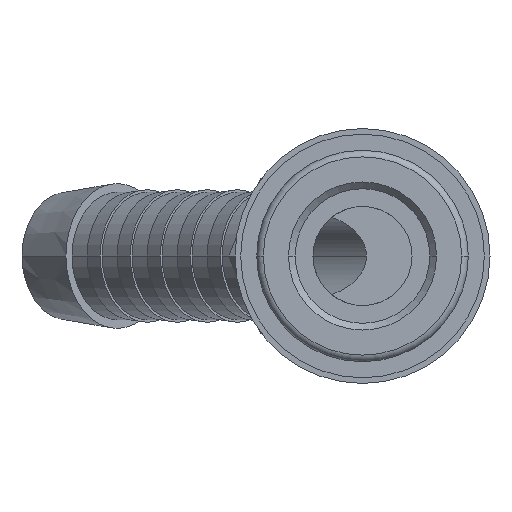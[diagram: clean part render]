
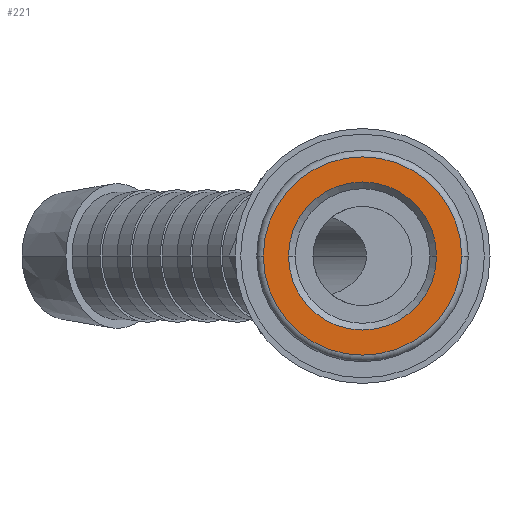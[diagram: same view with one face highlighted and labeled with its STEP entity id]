
A CAD part, front view. The second image highlights one B-rep face of the part: STEP entity #221.
In plain terms, the highlighted planar face has unit normal (0, -1, 0).
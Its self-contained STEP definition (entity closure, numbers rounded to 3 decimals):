
#221=ADVANCED_FACE('',(#478,#479),#480,.T.);
#478=FACE_BOUND('',#758,.T.);
#479=FACE_OUTER_BOUND('',#759,.T.);
#480=PLANE('',#760);
#758=EDGE_LOOP('',(#1313,#1314));
#759=EDGE_LOOP('',(#1315,#1316));
#760=AXIS2_PLACEMENT_3D('',#1317,#1318,#1319);
#1313=ORIENTED_EDGE('',*,*,#1765,.T.);
#1314=ORIENTED_EDGE('',*,*,#1741,.T.);
#1315=ORIENTED_EDGE('',*,*,#1617,.T.);
#1316=ORIENTED_EDGE('',*,*,#1733,.T.);
#1317=CARTESIAN_POINT('',(0.0,0.0,0.0));
#1318=DIRECTION('',(0.0,-1.0,0.0));
#1319=DIRECTION('',(-1.0,0.0,0.0));
#1617=EDGE_CURVE('',#1928,#1933,#1935,.T.);
#1733=EDGE_CURVE('',#1933,#1928,#2102,.T.);
#1741=EDGE_CURVE('',#2110,#2112,#2114,.T.);
#1765=EDGE_CURVE('',#2112,#2110,#2142,.T.);
#1928=VERTEX_POINT('',#2375);
#1933=VERTEX_POINT('',#2381);
#1935=CIRCLE('',#2384,7.0);
#2102=CIRCLE('',#2584,7.0);
#2110=VERTEX_POINT('',#2592);
#2112=VERTEX_POINT('',#2595);
#2114=CIRCLE('',#2598,5.225);
#2142=CIRCLE('',#2636,5.225);
#2375=CARTESIAN_POINT('',(7.0,0.0,0.0));
#2381=CARTESIAN_POINT('',(-7.0,0.0,0.));
#2384=AXIS2_PLACEMENT_3D('',#2860,#2861,#2862);
#2584=AXIS2_PLACEMENT_3D('',#3052,#3053,#3054);
#2592=CARTESIAN_POINT('',(5.225,0.0,0.));
#2595=CARTESIAN_POINT('',(-5.225,0.0,0.));
#2598=AXIS2_PLACEMENT_3D('',#3066,#3067,#3068);
#2636=AXIS2_PLACEMENT_3D('',#3091,#3092,#3093);
#2860=CARTESIAN_POINT('',(0.0,0.0,0.0));
#2861=DIRECTION('',(0.0,-1.0,0.0));
#2862=DIRECTION('',(1.0,0.0,0.0));
#3052=CARTESIAN_POINT('',(0.0,0.0,0.0));
#3053=DIRECTION('',(0.0,-1.0,0.0));
#3054=DIRECTION('',(1.0,0.0,0.0));
#3066=CARTESIAN_POINT('',(0.0,0.0,0.0));
#3067=DIRECTION('',(-0.0,1.0,0.0));
#3068=DIRECTION('',(1.0,0.0,0.0));
#3091=CARTESIAN_POINT('',(0.0,0.0,0.0));
#3092=DIRECTION('',(-0.0,1.0,0.0));
#3093=DIRECTION('',(1.0,0.0,0.0));
